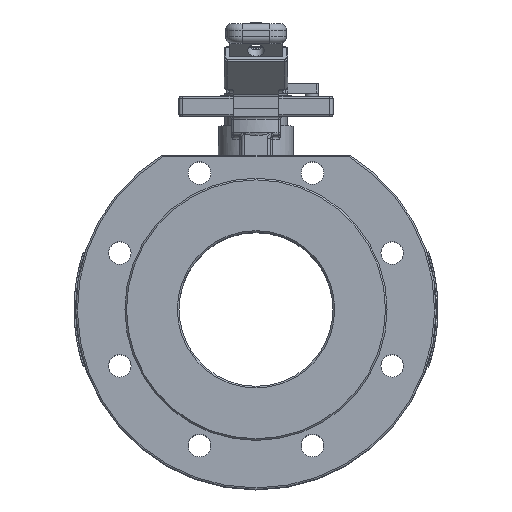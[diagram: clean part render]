
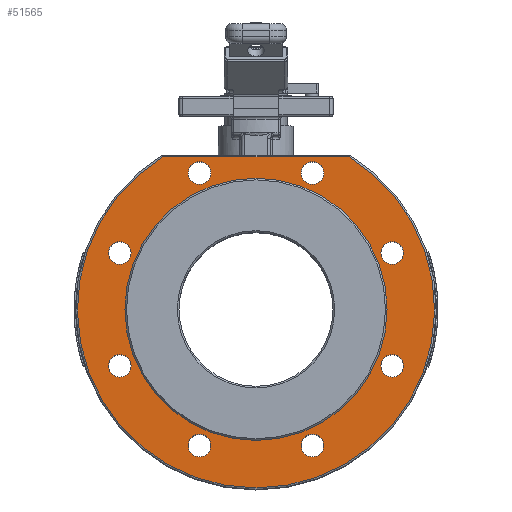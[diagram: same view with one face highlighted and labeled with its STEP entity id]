
A CAD part, top view. The second image highlights one B-rep face of the part: STEP entity #51565.
In plain terms, the highlighted planar face has unit normal (0, 0, 1).
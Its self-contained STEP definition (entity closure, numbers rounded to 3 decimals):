
#1391=FACE_BOUND('',#9146,.T.);
#1392=FACE_BOUND('',#9147,.T.);
#1393=FACE_BOUND('',#9148,.T.);
#1394=FACE_BOUND('',#9149,.T.);
#1395=FACE_BOUND('',#9150,.T.);
#1396=FACE_BOUND('',#9151,.T.);
#1397=FACE_BOUND('',#9152,.T.);
#1398=FACE_BOUND('',#9153,.T.);
#1399=FACE_BOUND('',#9154,.T.);
#4280=CIRCLE('',#54548,109.);
#4444=CIRCLE('',#54716,80.);
#4445=CIRCLE('',#54717,6.918);
#4446=CIRCLE('',#54718,6.918);
#4447=CIRCLE('',#54719,6.918);
#4448=CIRCLE('',#54720,6.918);
#4449=CIRCLE('',#54721,6.918);
#4450=CIRCLE('',#54722,6.918);
#4451=CIRCLE('',#54723,6.918);
#4452=CIRCLE('',#54724,6.918);
#6183=FACE_OUTER_BOUND('',#9145,.T.);
#9145=EDGE_LOOP('',(#36251,#36252));
#9146=EDGE_LOOP('',(#36253));
#9147=EDGE_LOOP('',(#36254));
#9148=EDGE_LOOP('',(#36255));
#9149=EDGE_LOOP('',(#36256));
#9150=EDGE_LOOP('',(#36257));
#9151=EDGE_LOOP('',(#36258));
#9152=EDGE_LOOP('',(#36259));
#9153=EDGE_LOOP('',(#36260));
#9154=EDGE_LOOP('',(#36261));
#12614=LINE('',#74597,#16600);
#16600=VECTOR('',#59479,10.);
#20697=VERTEX_POINT('',#74575);
#20700=VERTEX_POINT('',#74585);
#21238=VERTEX_POINT('',#76844);
#21239=VERTEX_POINT('',#76846);
#21240=VERTEX_POINT('',#76848);
#21241=VERTEX_POINT('',#76850);
#21242=VERTEX_POINT('',#76852);
#21243=VERTEX_POINT('',#76854);
#21244=VERTEX_POINT('',#76856);
#21245=VERTEX_POINT('',#76858);
#21246=VERTEX_POINT('',#76860);
#26330=EDGE_CURVE('',#20697,#20700,#4280,.T.);
#26332=EDGE_CURVE('',#20700,#20697,#12614,.T.);
#26870=EDGE_CURVE('',#21238,#21238,#4444,.T.);
#26871=EDGE_CURVE('',#21239,#21239,#4445,.T.);
#26872=EDGE_CURVE('',#21240,#21240,#4446,.T.);
#26873=EDGE_CURVE('',#21241,#21241,#4447,.T.);
#26874=EDGE_CURVE('',#21242,#21242,#4448,.T.);
#26875=EDGE_CURVE('',#21243,#21243,#4449,.T.);
#26876=EDGE_CURVE('',#21244,#21244,#4450,.T.);
#26877=EDGE_CURVE('',#21245,#21245,#4451,.T.);
#26878=EDGE_CURVE('',#21246,#21246,#4452,.T.);
#36251=ORIENTED_EDGE('',*,*,#26330,.F.);
#36252=ORIENTED_EDGE('',*,*,#26332,.F.);
#36253=ORIENTED_EDGE('',*,*,#26870,.T.);
#36254=ORIENTED_EDGE('',*,*,#26871,.T.);
#36255=ORIENTED_EDGE('',*,*,#26872,.T.);
#36256=ORIENTED_EDGE('',*,*,#26873,.T.);
#36257=ORIENTED_EDGE('',*,*,#26874,.T.);
#36258=ORIENTED_EDGE('',*,*,#26875,.T.);
#36259=ORIENTED_EDGE('',*,*,#26876,.T.);
#36260=ORIENTED_EDGE('',*,*,#26877,.T.);
#36261=ORIENTED_EDGE('',*,*,#26878,.T.);
#47143=PLANE('',#54715);
#51565=ADVANCED_FACE('',(#6183,#1391,#1392,#1393,#1394,#1395,#1396,#1397,
#1398,#1399),#47143,.T.);
#54548=AXIS2_PLACEMENT_3D('',#74594,#59473,#59474);
#54715=AXIS2_PLACEMENT_3D('',#76843,#59949,#59950);
#54716=AXIS2_PLACEMENT_3D('',#76845,#59951,#59952);
#54717=AXIS2_PLACEMENT_3D('',#76847,#59953,#59954);
#54718=AXIS2_PLACEMENT_3D('',#76849,#59955,#59956);
#54719=AXIS2_PLACEMENT_3D('',#76851,#59957,#59958);
#54720=AXIS2_PLACEMENT_3D('',#76853,#59959,#59960);
#54721=AXIS2_PLACEMENT_3D('',#76855,#59961,#59962);
#54722=AXIS2_PLACEMENT_3D('',#76857,#59963,#59964);
#54723=AXIS2_PLACEMENT_3D('',#76859,#59965,#59966);
#54724=AXIS2_PLACEMENT_3D('',#76861,#59967,#59968);
#59473=DIRECTION('center_axis',(0.,0.,-1.));
#59474=DIRECTION('ref_axis',(0.,-1.,0.));
#59479=DIRECTION('',(1.,0.,0.));
#59949=DIRECTION('center_axis',(0.,0.,1.));
#59950=DIRECTION('ref_axis',(1.,0.,0.));
#59951=DIRECTION('center_axis',(0.,0.,-1.));
#59952=DIRECTION('ref_axis',(-1.,0.,0.));
#59953=DIRECTION('center_axis',(0.,0.,-1.));
#59954=DIRECTION('ref_axis',(1.,0.,0.));
#59955=DIRECTION('center_axis',(0.,0.,-1.));
#59956=DIRECTION('ref_axis',(1.,0.,0.));
#59957=DIRECTION('center_axis',(0.,0.,-1.));
#59958=DIRECTION('ref_axis',(1.,0.,0.));
#59959=DIRECTION('center_axis',(0.,0.,-1.));
#59960=DIRECTION('ref_axis',(1.,0.,0.));
#59961=DIRECTION('center_axis',(0.,0.,-1.));
#59962=DIRECTION('ref_axis',(1.,0.,0.));
#59963=DIRECTION('center_axis',(0.,0.,-1.));
#59964=DIRECTION('ref_axis',(1.,0.,0.));
#59965=DIRECTION('center_axis',(0.,0.,-1.));
#59966=DIRECTION('ref_axis',(1.,0.,0.));
#59967=DIRECTION('center_axis',(0.,0.,-1.));
#59968=DIRECTION('ref_axis',(1.,0.,0.));
#74575=CARTESIAN_POINT('',(56.851,93.,73.));
#74585=CARTESIAN_POINT('',(-56.851,93.,73.));
#74594=CARTESIAN_POINT('Origin',(0.,0.,73.));
#74597=CARTESIAN_POINT('',(28.566,93.,73.));
#76843=CARTESIAN_POINT('Origin',(0.,2.422,
73.));
#76844=CARTESIAN_POINT('',(80.,0.,73.));
#76845=CARTESIAN_POINT('Origin',(0.,0.,73.));
#76846=CARTESIAN_POINT('',(90.067,-34.442,73.));
#76847=CARTESIAN_POINT('Origin',(83.149,-34.442,73.));
#76848=CARTESIAN_POINT('',(-27.524,-83.149,73.));
#76849=CARTESIAN_POINT('Origin',(-34.442,-83.149,73.));
#76850=CARTESIAN_POINT('',(-76.232,34.442,73.));
#76851=CARTESIAN_POINT('Origin',(-83.149,34.442,73.));
#76852=CARTESIAN_POINT('',(41.359,83.149,73.));
#76853=CARTESIAN_POINT('Origin',(34.442,83.149,73.));
#76854=CARTESIAN_POINT('',(90.067,34.442,73.));
#76855=CARTESIAN_POINT('Origin',(83.149,34.442,73.));
#76856=CARTESIAN_POINT('',(-27.524,83.149,73.));
#76857=CARTESIAN_POINT('Origin',(-34.442,83.149,73.));
#76858=CARTESIAN_POINT('',(-76.232,-34.442,73.));
#76859=CARTESIAN_POINT('Origin',(-83.149,-34.442,73.));
#76860=CARTESIAN_POINT('',(41.359,-83.149,73.));
#76861=CARTESIAN_POINT('Origin',(34.442,-83.149,73.));
